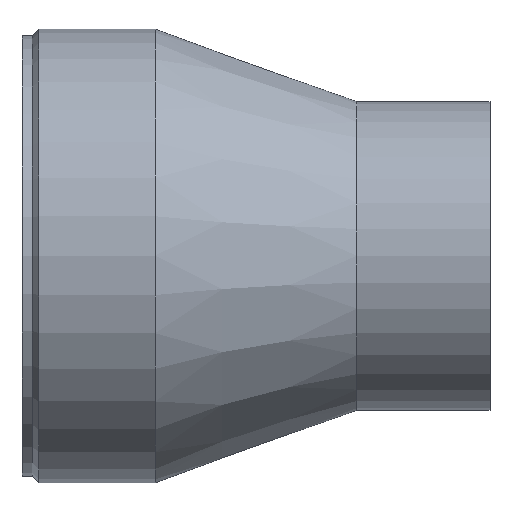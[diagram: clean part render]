
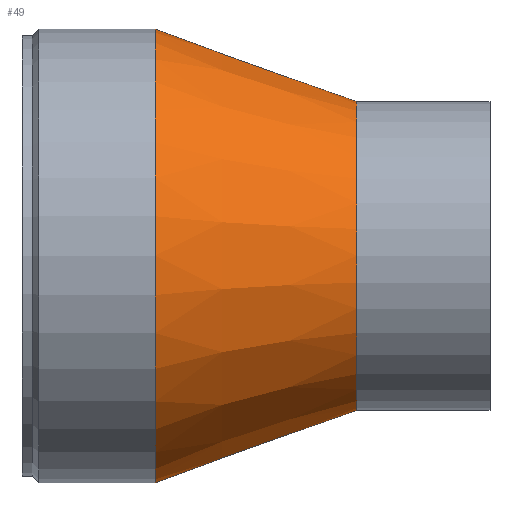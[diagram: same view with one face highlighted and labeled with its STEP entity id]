
A CAD part, top view. The second image highlights one B-rep face of the part: STEP entity #49.
In plain terms, the highlighted conical face has half-angle 19.745 degrees and reference radius 21.45 mm.
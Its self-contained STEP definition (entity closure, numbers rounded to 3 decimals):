
#49 = ADVANCED_FACE( '', ( #104, #105 ), #106, .T. );
#104 = FACE_OUTER_BOUND( '', #163, .T. );
#105 = FACE_BOUND( '', #164, .T. );
#106 = CONICAL_SURFACE( '', #165, 21.45, 0.345 );
#163 = EDGE_LOOP( '', ( #228 ) );
#164 = EDGE_LOOP( '', ( #229 ) );
#165 = AXIS2_PLACEMENT_3D( '', #230, #231, #232 );
#228 = ORIENTED_EDGE( '', *, *, #285, .T. );
#229 = ORIENTED_EDGE( '', *, *, #273, .F. );
#230 = CARTESIAN_POINT( '', ( 0., 0., 0. ) );
#231 = DIRECTION( '', ( -1., 0., 0. ) );
#232 = DIRECTION( '', ( 0., 0., 1. ) );
#273 = EDGE_CURVE( '', #301, #301, #302, .T. );
#285 = EDGE_CURVE( '', #320, #320, #321, .T. );
#301 = VERTEX_POINT( '', #340 );
#302 = CIRCLE( '', #341, 21.45 );
#320 = VERTEX_POINT( '', #359 );
#321 = CIRCLE( '', #360, 31.5 );
#340 = CARTESIAN_POINT( '', ( 0., 0., -21.45 ) );
#341 = AXIS2_PLACEMENT_3D( '', #379, #380, #381 );
#359 = CARTESIAN_POINT( '', ( -28., 0., -31.5 ) );
#360 = AXIS2_PLACEMENT_3D( '', #400, #401, #402 );
#379 = CARTESIAN_POINT( '', ( 0., 0., 0. ) );
#380 = DIRECTION( '', ( 1., 0., 0. ) );
#381 = DIRECTION( '', ( 0., 0., -1. ) );
#400 = CARTESIAN_POINT( '', ( -28., 0., 0. ) );
#401 = DIRECTION( '', ( 1., 0., 0. ) );
#402 = DIRECTION( '', ( 0., 0., -1. ) );
